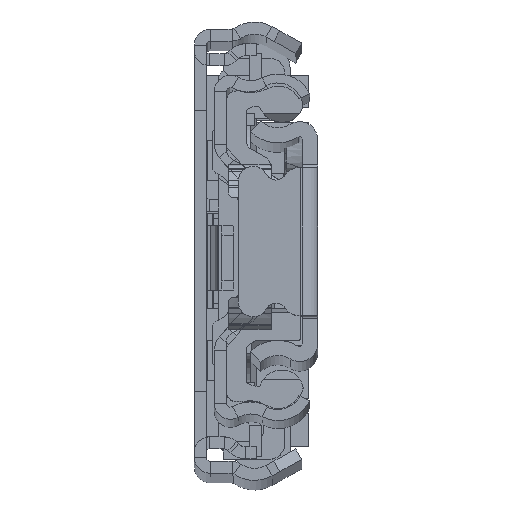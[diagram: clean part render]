
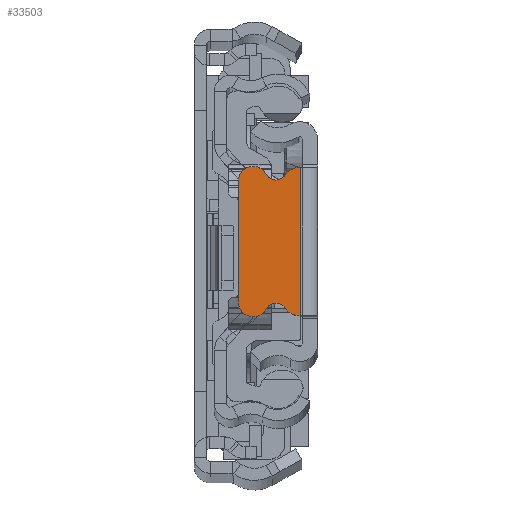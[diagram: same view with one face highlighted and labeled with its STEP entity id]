
A CAD part, top view. The second image highlights one B-rep face of the part: STEP entity #33503.
In plain terms, the highlighted planar face has unit normal (0, 0, 1).
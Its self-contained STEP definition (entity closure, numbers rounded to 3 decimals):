
#720 = EDGE_CURVE ( 'NONE', #9987, #18425, #10335, .T. ) ;
#2213 = DIRECTION ( 'NONE',  ( -1., 0., 0. ) ) ;
#2297 = CARTESIAN_POINT ( 'NONE',  ( -3.206, -6.658, 0. ) ) ;
#2549 = DIRECTION ( 'NONE',  ( 0., 0., 1. ) ) ;
#3542 = CARTESIAN_POINT ( 'NONE',  ( -1.75, 0., 0. ) ) ;
#3819 = CARTESIAN_POINT ( 'NONE',  ( -1.929, 7.37, 0. ) ) ;
#4263 = VECTOR ( 'NONE', #12043, 1000. ) ;
#4336 = AXIS2_PLACEMENT_3D ( 'NONE', #32239, #27064, #29469 ) ;
#4346 = VERTEX_POINT ( 'NONE', #9209 ) ;
#4459 = VERTEX_POINT ( 'NONE', #15444 ) ;
#4947 = EDGE_CURVE ( 'NONE', #4459, #9987, #9674, .T. ) ;
#5084 = CARTESIAN_POINT ( 'NONE',  ( 542.471, 0., 0. ) ) ;
#5116 = ORIENTED_EDGE ( 'NONE', *, *, #4947, .T. ) ;
#5807 = AXIS2_PLACEMENT_3D ( 'NONE', #15563, #2549, #21111 ) ;
#6458 = LINE ( 'NONE', #22600, #31557 ) ;
#6576 = EDGE_CURVE ( 'NONE', #19403, #18500, #28007, .T. ) ;
#6678 = CARTESIAN_POINT ( 'NONE',  ( -4.142, 7.236, 0. ) ) ;
#7862 = DIRECTION ( 'NONE',  ( 0., 0., 1. ) ) ;
#8030 = DIRECTION ( 'NONE',  ( 0., 0., 1. ) ) ;
#8621 = ORIENTED_EDGE ( 'NONE', *, *, #17166, .F. ) ;
#9183 = VECTOR ( 'NONE', #27297, 1000. ) ;
#9209 = CARTESIAN_POINT ( 'NONE',  ( -5.109, 6.713, 0. ) ) ;
#9258 = EDGE_LOOP ( 'NONE', ( #14256, #17028, #31789, #15864, #14420, #15218, #5116, #11521, #26060, #8621 ) ) ;
#9396 = DIRECTION ( 'NONE',  ( 1., 0., 0. ) ) ;
#9562 = EDGE_CURVE ( 'NONE', #30878, #24760, #21200, .T. ) ;
#9674 = CIRCLE ( 'NONE', #5807, 1.5 ) ;
#9987 = VERTEX_POINT ( 'NONE', #25261 ) ;
#10335 = CIRCLE ( 'NONE', #34155, 1.1 ) ;
#10396 = CARTESIAN_POINT ( 'NONE',  ( -1.929, 5.87, 0. ) ) ;
#11515 = LINE ( 'NONE', #19471, #12779 ) ;
#11521 = ORIENTED_EDGE ( 'NONE', *, *, #720, .T. ) ;
#11713 = AXIS2_PLACEMENT_3D ( 'NONE', #31797, #8030, #12586 ) ;
#11835 = CARTESIAN_POINT ( 'NONE',  ( -1.929, -7.37, 0. ) ) ;
#12043 = DIRECTION ( 'NONE',  ( 0., -1., 0. ) ) ;
#12466 = EDGE_CURVE ( 'NONE', #32534, #4459, #11515, .T. ) ;
#12586 = DIRECTION ( 'NONE',  ( 1., 0., 0. ) ) ;
#12664 = CARTESIAN_POINT ( 'NONE',  ( -4.142, -7.236, 0. ) ) ;
#12779 = VECTOR ( 'NONE', #22092, 1000. ) ;
#14256 = ORIENTED_EDGE ( 'NONE', *, *, #6576, .F. ) ;
#14420 = ORIENTED_EDGE ( 'NONE', *, *, #28683, .T. ) ;
#14870 = EDGE_CURVE ( 'NONE', #18425, #22688, #23924, .T. ) ;
#14991 = CIRCLE ( 'NONE', #19411, 1.1 ) ;
#15218 = ORIENTED_EDGE ( 'NONE', *, *, #12466, .T. ) ;
#15444 = CARTESIAN_POINT ( 'NONE',  ( -7.929, -6., 0. ) ) ;
#15563 = CARTESIAN_POINT ( 'NONE',  ( -6.429, -6., 0. ) ) ;
#15864 = ORIENTED_EDGE ( 'NONE', *, *, #19604, .T. ) ;
#17028 = ORIENTED_EDGE ( 'NONE', *, *, #18845, .F. ) ;
#17166 = EDGE_CURVE ( 'NONE', #18500, #22688, #24702, .T. ) ;
#18425 = VERTEX_POINT ( 'NONE', #2297 ) ;
#18439 = DIRECTION ( 'NONE',  ( 1., 0., 0. ) ) ;
#18500 = VERTEX_POINT ( 'NONE', #23165 ) ;
#18845 = EDGE_CURVE ( 'NONE', #30878, #19403, #6458, .T. ) ;
#19403 = VERTEX_POINT ( 'NONE', #33946 ) ;
#19411 = AXIS2_PLACEMENT_3D ( 'NONE', #6678, #27865, #33057 ) ;
#19471 = CARTESIAN_POINT ( 'NONE',  ( -7.929, -6., 0. ) ) ;
#19604 = EDGE_CURVE ( 'NONE', #24760, #4346, #14991, .T. ) ;
#20293 = CARTESIAN_POINT ( 'NONE',  ( -7.929, 6., 0. ) ) ;
#21111 = DIRECTION ( 'NONE',  ( 1., 0., 0. ) ) ;
#21200 = CIRCLE ( 'NONE', #21774, 1.5 ) ;
#21774 = AXIS2_PLACEMENT_3D ( 'NONE', #10396, #33461, #33633 ) ;
#22092 = DIRECTION ( 'NONE',  ( 0., -1., 0. ) ) ;
#22600 = CARTESIAN_POINT ( 'NONE',  ( -1.929, 7.37, 0. ) ) ;
#22688 = VERTEX_POINT ( 'NONE', #33363 ) ;
#23165 = CARTESIAN_POINT ( 'NONE',  ( -1.75, -7.37, 0. ) ) ;
#23241 = DIRECTION ( 'NONE',  ( 0., 0., -1. ) ) ;
#23924 = CIRCLE ( 'NONE', #11713, 1.5 ) ;
#24216 = CARTESIAN_POINT ( 'NONE',  ( -3.206, 6.658, 0. ) ) ;
#24702 = LINE ( 'NONE', #11835, #9183 ) ;
#24760 = VERTEX_POINT ( 'NONE', #24216 ) ;
#25261 = CARTESIAN_POINT ( 'NONE',  ( -5.109, -6.713, 0. ) ) ;
#26060 = ORIENTED_EDGE ( 'NONE', *, *, #14870, .T. ) ;
#26509 = CIRCLE ( 'NONE', #4336, 1.5 ) ;
#27064 = DIRECTION ( 'NONE',  ( 0., 0., 1. ) ) ;
#27297 = DIRECTION ( 'NONE',  ( -1., 0., 0. ) ) ;
#27865 = DIRECTION ( 'NONE',  ( 0., 0., -1. ) ) ;
#28007 = LINE ( 'NONE', #3542, #4263 ) ;
#28585 = AXIS2_PLACEMENT_3D ( 'NONE', #5084, #7862, #18439 ) ;
#28683 = EDGE_CURVE ( 'NONE', #4346, #32534, #26509, .T. ) ;
#28866 = FACE_OUTER_BOUND ( 'NONE', #9258, .T. ) ;
#29469 = DIRECTION ( 'NONE',  ( -1., 0., 0. ) ) ;
#30878 = VERTEX_POINT ( 'NONE', #3819 ) ;
#31293 = PLANE ( 'NONE',  #28585 ) ;
#31557 = VECTOR ( 'NONE', #9396, 1000. ) ;
#31789 = ORIENTED_EDGE ( 'NONE', *, *, #9562, .T. ) ;
#31797 = CARTESIAN_POINT ( 'NONE',  ( -1.929, -5.87, 0. ) ) ;
#32239 = CARTESIAN_POINT ( 'NONE',  ( -6.429, 6., 0. ) ) ;
#32534 = VERTEX_POINT ( 'NONE', #20293 ) ;
#33057 = DIRECTION ( 'NONE',  ( 1., 0., 0. ) ) ;
#33363 = CARTESIAN_POINT ( 'NONE',  ( -1.929, -7.37, 0. ) ) ;
#33461 = DIRECTION ( 'NONE',  ( 0., 0., 1. ) ) ;
#33503 = ADVANCED_FACE ( 'NONE', ( #28866 ), #31293, .T. ) ;
#33633 = DIRECTION ( 'NONE',  ( -1., 0., 0. ) ) ;
#33946 = CARTESIAN_POINT ( 'NONE',  ( -1.75, 7.37, 0. ) ) ;
#34155 = AXIS2_PLACEMENT_3D ( 'NONE', #12664, #23241, #2213 ) ;
